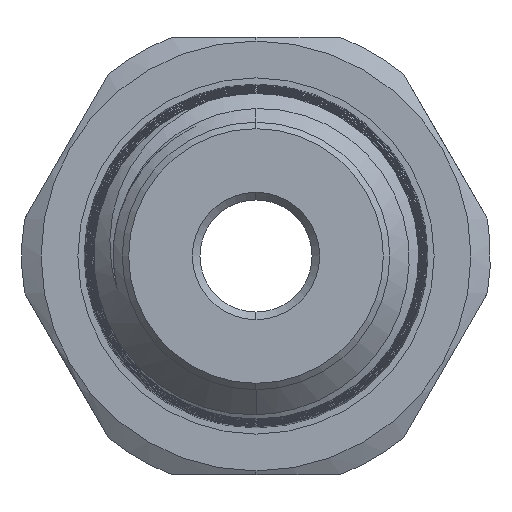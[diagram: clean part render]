
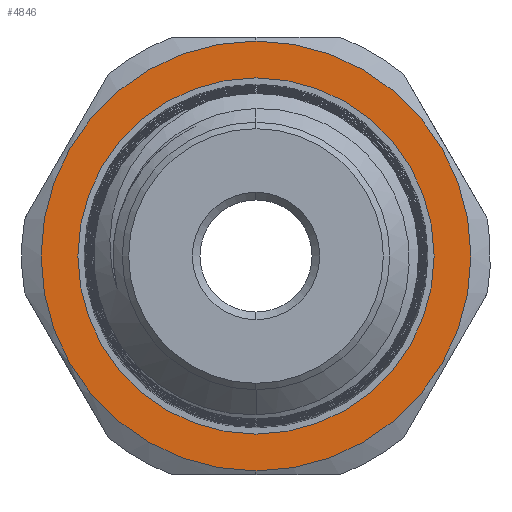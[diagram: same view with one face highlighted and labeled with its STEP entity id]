
A CAD part, left-side view. The second image highlights one B-rep face of the part: STEP entity #4846.
In plain terms, the highlighted planar face has unit normal (-1, 0, 0).
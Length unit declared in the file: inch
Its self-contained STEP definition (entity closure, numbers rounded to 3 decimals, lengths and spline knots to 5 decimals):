
#156 = ORIENTED_EDGE ( 'NONE', *, *, #2402, .F. ) ;
#344 = DIRECTION ( 'NONE',  ( 1., 0., 0. ) ) ;
#753 = DIRECTION ( 'NONE',  ( 1., 0., 0. ) ) ;
#782 = CARTESIAN_POINT ( 'NONE',  ( -0.1945, 0.2775, 0. ) ) ;
#829 = DIRECTION ( 'NONE',  ( -1., 0., 0. ) ) ;
#892 = CARTESIAN_POINT ( 'NONE',  ( -0.1945, 0., 0. ) ) ;
#1087 = AXIS2_PLACEMENT_3D ( 'NONE', #5760, #1276, #2191 ) ;
#1200 = CIRCLE ( 'NONE', #4127, 0.3375 ) ;
#1236 = VERTEX_POINT ( 'NONE', #1305 ) ;
#1253 = DIRECTION ( 'NONE',  ( 0., 0., -1. ) ) ;
#1276 = DIRECTION ( 'NONE',  ( -1., 0., 0. ) ) ;
#1305 = CARTESIAN_POINT ( 'NONE',  ( -0.1945, 0., 0.3375 ) ) ;
#1393 = CARTESIAN_POINT ( 'NONE',  ( -0.1945, 0., -0.3375 ) ) ;
#2080 = ORIENTED_EDGE ( 'NONE', *, *, #3575, .F. ) ;
#2191 = DIRECTION ( 'NONE',  ( 0., 0., 1. ) ) ;
#2233 = EDGE_LOOP ( 'NONE', ( #156, #2080 ) ) ;
#2328 = FACE_BOUND ( 'NONE', #2233, .T. ) ;
#2402 = EDGE_CURVE ( 'NONE', #5802, #3167, #5831, .T. ) ;
#2412 = AXIS2_PLACEMENT_3D ( 'NONE', #782, #344, #4436 ) ;
#2523 = AXIS2_PLACEMENT_3D ( 'NONE', #3478, #753, #1253 ) ;
#2551 = CIRCLE ( 'NONE', #1087, 0.2775 ) ;
#2559 = DIRECTION ( 'NONE',  ( 1., 0., 0. ) ) ;
#2840 = CIRCLE ( 'NONE', #2523, 0.3375 ) ;
#2874 = CARTESIAN_POINT ( 'NONE',  ( -0.1945, 0., 0.2775 ) ) ;
#3077 = ORIENTED_EDGE ( 'NONE', *, *, #3588, .F. ) ;
#3167 = VERTEX_POINT ( 'NONE', #4450 ) ;
#3478 = CARTESIAN_POINT ( 'NONE',  ( -0.1945, 0., 0. ) ) ;
#3512 = PLANE ( 'NONE',  #2412 ) ;
#3536 = EDGE_LOOP ( 'NONE', ( #3077, #5767 ) ) ;
#3551 = AXIS2_PLACEMENT_3D ( 'NONE', #892, #829, #4015 ) ;
#3575 = EDGE_CURVE ( 'NONE', #3167, #5802, #2551, .T. ) ;
#3588 = EDGE_CURVE ( 'NONE', #4925, #1236, #2840, .T. ) ;
#4015 = DIRECTION ( 'NONE',  ( 0., 0., 1. ) ) ;
#4105 = FACE_OUTER_BOUND ( 'NONE', #3536, .T. ) ;
#4127 = AXIS2_PLACEMENT_3D ( 'NONE', #5290, #2559, #5740 ) ;
#4305 = EDGE_CURVE ( 'NONE', #1236, #4925, #1200, .T. ) ;
#4436 = DIRECTION ( 'NONE',  ( 0., 0., -1. ) ) ;
#4450 = CARTESIAN_POINT ( 'NONE',  ( -0.1945, 0., -0.2775 ) ) ;
#4846 = ADVANCED_FACE ( 'NONE', ( #4105, #2328 ), #3512, .F. ) ;
#4925 = VERTEX_POINT ( 'NONE', #1393 ) ;
#5290 = CARTESIAN_POINT ( 'NONE',  ( -0.1945, 0., 0. ) ) ;
#5740 = DIRECTION ( 'NONE',  ( 0., 0., -1. ) ) ;
#5760 = CARTESIAN_POINT ( 'NONE',  ( -0.1945, 0., 0. ) ) ;
#5767 = ORIENTED_EDGE ( 'NONE', *, *, #4305, .F. ) ;
#5802 = VERTEX_POINT ( 'NONE', #2874 ) ;
#5831 = CIRCLE ( 'NONE', #3551, 0.2775 ) ;
